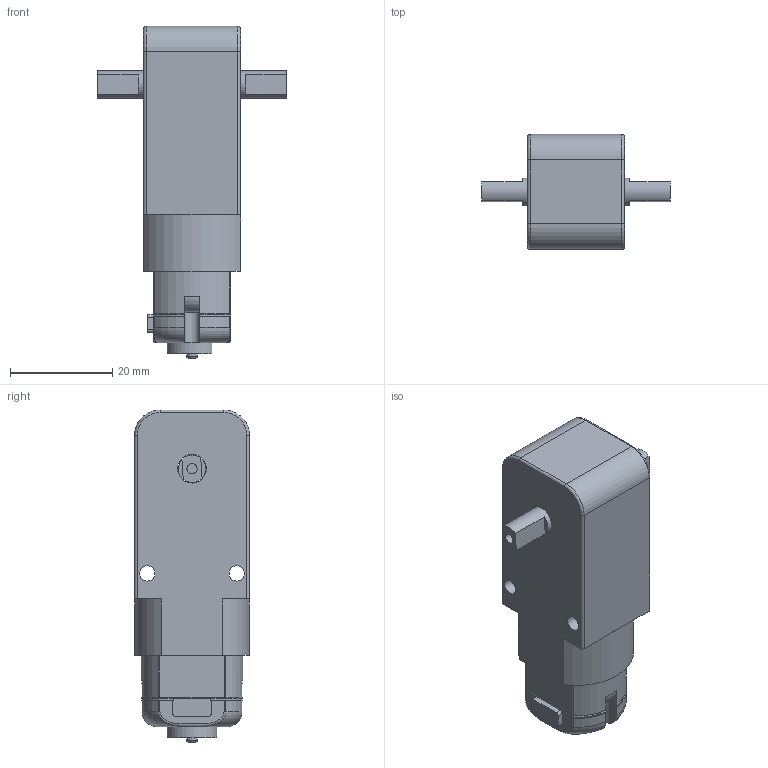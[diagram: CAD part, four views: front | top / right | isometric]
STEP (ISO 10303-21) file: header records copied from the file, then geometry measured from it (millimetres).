
FILE_DESCRIPTION(/* description */ ('STEP AP203'),/* implementation_level */ '2;1');
FILE_NAME(/* name */ 'ccdf6c14-f1b6-4b04-9108-1280675eb564.stp',/* time_stamp */ '2025-08-11T20:10:20Z',/* author */ (''),/* organization */ (''),/* preprocessor_version */ 'ST-DEVELOPER v20.1',/* originating_system */ 'Autodesk Translation Framework v14.10.0.0',/* authorisation */ '');
FILE_SCHEMA (('AUTOMOTIVE_DESIGN { 1 0 10303 214 3 1 1 }'));
Length unit declared in the file: millimetre
Products named in the file (4): DC Motor Gearbox; Gearbox; output shaft; motor
Assembly tree (3 placements, depth 2):
  DC Motor Gearbox
    Gearbox
    output shaft
    motor
Bounding box: 37 x 22.5 x 65 mm (x, y, z)
Volume: 23043.7 mm3; surface area: 8403.3 mm2
Topology: 2 solids, 3 shells, 122 faces, 306 edges, 196 vertices
Faces by surface type: plane 52, cylinder 48, torus 14, bspline 8
Full cylindrical faces by diameter (mm): 2 x4, 3 x2, 5.4 x1, 5.6 x1, 6 x1
Entity records: 5529 total; most frequent: CARTESIAN_POINT 2491, DIRECTION 628, ORIENTED_EDGE 612, EDGE_CURVE 306, AXIS2_PLACEMENT_3D 246, VERTEX_POINT 196, EDGE_LOOP 136, LINE 136
